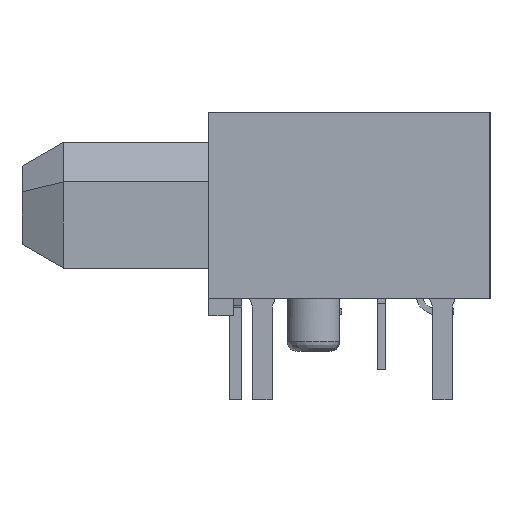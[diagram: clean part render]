
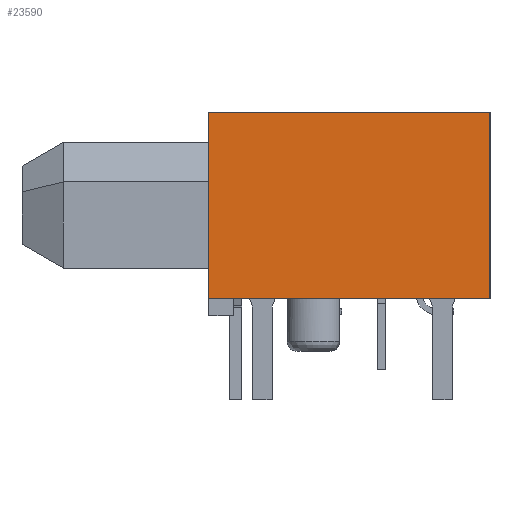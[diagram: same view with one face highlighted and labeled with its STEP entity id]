
A CAD part, left-side view. The second image highlights one B-rep face of the part: STEP entity #23590.
In plain terms, the highlighted planar face has unit normal (-1, 0, 0).
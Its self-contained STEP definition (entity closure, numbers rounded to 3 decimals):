
#7378=CARTESIAN_POINT('',(-41.53,-2.747,0.44));
#7379=VERTEX_POINT('',#7378);
#7380=CARTESIAN_POINT('',(-41.53,-2.747,5.13));
#7381=VERTEX_POINT('',#7380);
#7382=CARTESIAN_POINT('',(-41.53,-2.747,0.44));
#7383=DIRECTION('',(0.0,0.0,1.0));
#7384=VECTOR('',#7383,4.69);
#7385=LINE('',#7382,#7384);
#7386=EDGE_CURVE('',#7379,#7381,#7385,.T.);
#7409=CARTESIAN_POINT('',(-41.53,4.343,5.13));
#7410=VERTEX_POINT('',#7409);
#7427=CARTESIAN_POINT('',(-41.53,4.343,0.44));
#7428=VERTEX_POINT('',#7427);
#7435=CARTESIAN_POINT('',(-41.53,4.343,5.13));
#7436=DIRECTION('',(0.0,0.0,-1.0));
#7437=VECTOR('',#7436,4.69);
#7438=LINE('',#7435,#7437);
#7439=EDGE_CURVE('',#7410,#7428,#7438,.T.);
#23569=CARTESIAN_POINT('',(-41.53,-3.101,0.206));
#23570=DIRECTION('',(-1.0,0.0,0.0));
#23571=DIRECTION('',(0.0,0.0,1.0));
#23572=AXIS2_PLACEMENT_3D('',#23569,#23570,#23571);
#23573=PLANE('',#23572);
#23574=CARTESIAN_POINT('',(-41.53,4.343,0.44));
#23575=DIRECTION('',(0.0,-1.0,0.0));
#23576=VECTOR('',#23575,7.09);
#23577=LINE('',#23574,#23576);
#23578=EDGE_CURVE('',#7428,#7379,#23577,.T.);
#23579=ORIENTED_EDGE('',*,*,#23578,.T.);
#23580=ORIENTED_EDGE('',*,*,#7386,.T.);
#23581=CARTESIAN_POINT('',(-41.53,4.343,5.13));
#23582=DIRECTION('',(0.0,-1.0,0.0));
#23583=VECTOR('',#23582,7.09);
#23584=LINE('',#23581,#23583);
#23585=EDGE_CURVE('',#7410,#7381,#23584,.T.);
#23586=ORIENTED_EDGE('',*,*,#23585,.F.);
#23587=ORIENTED_EDGE('',*,*,#7439,.T.);
#23588=EDGE_LOOP('',(#23579,#23580,#23586,#23587));
#23589=FACE_OUTER_BOUND('',#23588,.T.);
#23590=ADVANCED_FACE('',(#23589),#23573,.T.);
